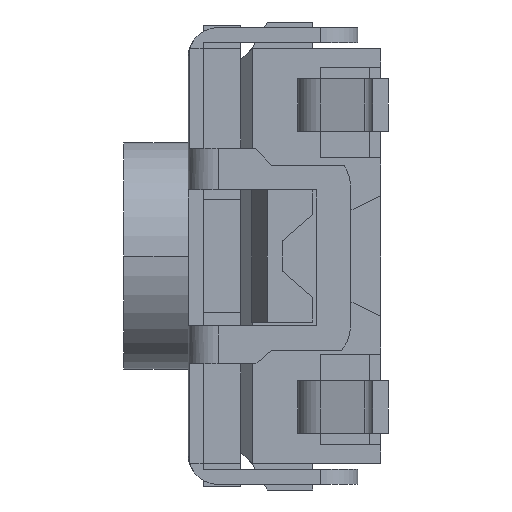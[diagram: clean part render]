
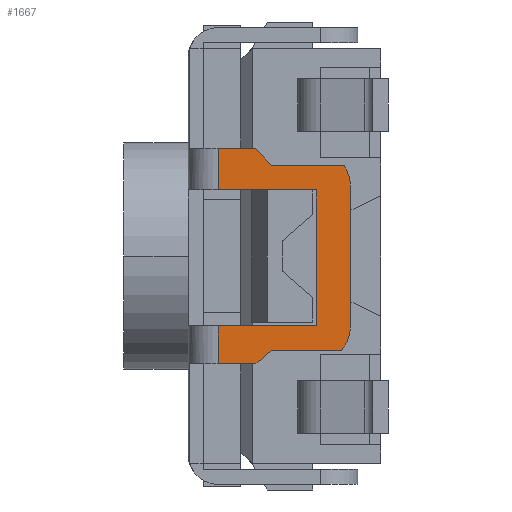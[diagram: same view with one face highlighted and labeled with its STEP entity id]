
A CAD part, left-side view. The second image highlights one B-rep face of the part: STEP entity #1667.
In plain terms, the highlighted planar face has unit normal (-1, 0, 0).
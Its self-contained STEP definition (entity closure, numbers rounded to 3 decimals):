
#35 = CARTESIAN_POINT ( 'NONE',  ( -3.4, 2.25, -1.425 ) ) ;
#250 = EDGE_CURVE ( 'NONE', #1119, #8309, #3721, .T. ) ;
#390 = VECTOR ( 'NONE', #9056, 1000. ) ;
#399 = CARTESIAN_POINT ( 'NONE',  ( -3.4, 1.75, 1.425 ) ) ;
#450 = LINE ( 'NONE', #399, #7396 ) ;
#669 = LINE ( 'NONE', #1611, #7262 ) ;
#811 = ORIENTED_EDGE ( 'NONE', *, *, #4417, .F. ) ;
#881 = EDGE_CURVE ( 'NONE', #8309, #3142, #6689, .T. ) ;
#930 = DIRECTION ( 'NONE',  ( 0., 0., 1. ) ) ;
#943 = CIRCLE ( 'NONE', #4318, 0.5 ) ;
#1005 = CARTESIAN_POINT ( 'NONE',  ( -3.4, 0.62, -1.25 ) ) ;
#1055 = DIRECTION ( 'NONE',  ( 1., 0., 0. ) ) ;
#1119 = VERTEX_POINT ( 'NONE', #3921 ) ;
#1181 = ORIENTED_EDGE ( 'NONE', *, *, #1707, .T. ) ;
#1292 = LINE ( 'NONE', #1996, #7313 ) ;
#1335 = DIRECTION ( 'NONE',  ( 0., 1., 0. ) ) ;
#1441 = FACE_OUTER_BOUND ( 'NONE', #6991, .T. ) ;
#1611 = CARTESIAN_POINT ( 'NONE',  ( -3.4, 2.25, 0.875 ) ) ;
#1667 = ADVANCED_FACE ( 'NONE', ( #1441 ), #9468, .T. ) ;
#1707 = EDGE_CURVE ( 'NONE', #6853, #1119, #669, .T. ) ;
#1952 = LINE ( 'NONE', #4646, #5514 ) ;
#1996 = CARTESIAN_POINT ( 'NONE',  ( -3.4, 1.75, -1.425 ) ) ;
#2159 = CARTESIAN_POINT ( 'NONE',  ( -3.4, 0.5, 0.925 ) ) ;
#2221 = VERTEX_POINT ( 'NONE', #9135 ) ;
#2267 = VECTOR ( 'NONE', #930, 1000. ) ;
#2377 = CARTESIAN_POINT ( 'NONE',  ( -3.4, 1.55, 1.2 ) ) ;
#2411 = VERTEX_POINT ( 'NONE', #11474 ) ;
#2755 = EDGE_CURVE ( 'NONE', #2411, #9091, #450, .T. ) ;
#2887 = EDGE_CURVE ( 'NONE', #5682, #6805, #1952, .T. ) ;
#3142 = VERTEX_POINT ( 'NONE', #8679 ) ;
#3309 = DIRECTION ( 'NONE',  ( 0., -1., 0. ) ) ;
#3477 = LINE ( 'NONE', #2377, #4469 ) ;
#3548 = EDGE_CURVE ( 'NONE', #2221, #7254, #943, .T. ) ;
#3562 = DIRECTION ( 'NONE',  ( 0., -1., 0. ) ) ;
#3632 = CARTESIAN_POINT ( 'NONE',  ( -3.4, 1., -0.925 ) ) ;
#3679 = VERTEX_POINT ( 'NONE', #35 ) ;
#3721 = LINE ( 'NONE', #7303, #390 ) ;
#3820 = CARTESIAN_POINT ( 'NONE',  ( -3.4, 2.25, 0.875 ) ) ;
#3921 = CARTESIAN_POINT ( 'NONE',  ( -3.4, 0.95, 0.875 ) ) ;
#4294 = AXIS2_PLACEMENT_3D ( 'NONE', #3632, #1055, #7270 ) ;
#4318 = AXIS2_PLACEMENT_3D ( 'NONE', #10526, #6955, #7010 ) ;
#4417 = EDGE_CURVE ( 'NONE', #6853, #9091, #4511, .T. ) ;
#4469 = VECTOR ( 'NONE', #10624, 1000. ) ;
#4511 = LINE ( 'NONE', #5448, #2267 ) ;
#4616 = EDGE_CURVE ( 'NONE', #10714, #5682, #1292, .T. ) ;
#4625 = EDGE_CURVE ( 'NONE', #2221, #9753, #9968, .T. ) ;
#4646 = CARTESIAN_POINT ( 'NONE',  ( -3.4, 1.55, -1.25 ) ) ;
#4702 = AXIS2_PLACEMENT_3D ( 'NONE', #11518, #5009, #8590 ) ;
#4784 = ORIENTED_EDGE ( 'NONE', *, *, #2887, .T. ) ;
#4863 = CIRCLE ( 'NONE', #4294, 0.5 ) ;
#4926 = DIRECTION ( 'NONE',  ( 0., 1., 0. ) ) ;
#5009 = DIRECTION ( 'NONE',  ( -1., 0., 0. ) ) ;
#5091 = CARTESIAN_POINT ( 'NONE',  ( -3.4, 1.55, 1.2 ) ) ;
#5099 = CARTESIAN_POINT ( 'NONE',  ( -3.4, 2.25, -1.425 ) ) ;
#5223 = VECTOR ( 'NONE', #8884, 1000. ) ;
#5388 = VECTOR ( 'NONE', #6344, 1000. ) ;
#5448 = CARTESIAN_POINT ( 'NONE',  ( -3.4, 2.25, 0.875 ) ) ;
#5514 = VECTOR ( 'NONE', #8227, 1000. ) ;
#5664 = ORIENTED_EDGE ( 'NONE', *, *, #250, .T. ) ;
#5682 = VERTEX_POINT ( 'NONE', #7156 ) ;
#5937 = ORIENTED_EDGE ( 'NONE', *, *, #7833, .T. ) ;
#5975 = ORIENTED_EDGE ( 'NONE', *, *, #6828, .T. ) ;
#6344 = DIRECTION ( 'NONE',  ( 0., 0., 1. ) ) ;
#6394 = CARTESIAN_POINT ( 'NONE',  ( -3.4, 0.582, 1.2 ) ) ;
#6401 = ORIENTED_EDGE ( 'NONE', *, *, #8363, .F. ) ;
#6510 = DIRECTION ( 'NONE',  ( 0., 1., 0. ) ) ;
#6609 = ORIENTED_EDGE ( 'NONE', *, *, #10289, .F. ) ;
#6689 = LINE ( 'NONE', #7741, #10901 ) ;
#6805 = VERTEX_POINT ( 'NONE', #1005 ) ;
#6811 = LINE ( 'NONE', #5099, #8397 ) ;
#6828 = EDGE_CURVE ( 'NONE', #9610, #7254, #10682, .T. ) ;
#6853 = VERTEX_POINT ( 'NONE', #3820 ) ;
#6955 = DIRECTION ( 'NONE',  ( 1., 0., 0. ) ) ;
#6990 = EDGE_CURVE ( 'NONE', #3679, #10714, #6811, .T. ) ;
#6991 = EDGE_LOOP ( 'NONE', ( #5975, #8831, #8377, #5937, #8973, #811, #1181, #5664, #8209, #6609, #11361, #7751, #4784, #6401 ) ) ;
#7010 = DIRECTION ( 'NONE',  ( 0., -0.707, 0.707 ) ) ;
#7052 = CARTESIAN_POINT ( 'NONE',  ( -3.4, 0.5, -0.925 ) ) ;
#7156 = CARTESIAN_POINT ( 'NONE',  ( -3.4, 1.55, -1.25 ) ) ;
#7254 = VERTEX_POINT ( 'NONE', #2159 ) ;
#7262 = VECTOR ( 'NONE', #3309, 1000. ) ;
#7270 = DIRECTION ( 'NONE',  ( 0., -0.707, -0.707 ) ) ;
#7303 = CARTESIAN_POINT ( 'NONE',  ( -3.4, 0.95, 0.875 ) ) ;
#7313 = VECTOR ( 'NONE', #7388, 1000. ) ;
#7388 = DIRECTION ( 'NONE',  ( 0., -0.753, 0.659 ) ) ;
#7396 = VECTOR ( 'NONE', #1335, 1000. ) ;
#7684 = VECTOR ( 'NONE', #6510, 1000. ) ;
#7741 = CARTESIAN_POINT ( 'NONE',  ( -3.4, 0.95, -0.925 ) ) ;
#7751 = ORIENTED_EDGE ( 'NONE', *, *, #4616, .T. ) ;
#7833 = EDGE_CURVE ( 'NONE', #9753, #2411, #3477, .T. ) ;
#7865 = CARTESIAN_POINT ( 'NONE',  ( -3.4, 0.95, -0.925 ) ) ;
#8144 = CARTESIAN_POINT ( 'NONE',  ( -3.4, 1.75, -1.425 ) ) ;
#8209 = ORIENTED_EDGE ( 'NONE', *, *, #881, .T. ) ;
#8227 = DIRECTION ( 'NONE',  ( 0., -1., 0. ) ) ;
#8228 = CARTESIAN_POINT ( 'NONE',  ( -3.4, 2.25, 1.425 ) ) ;
#8309 = VERTEX_POINT ( 'NONE', #7865 ) ;
#8363 = EDGE_CURVE ( 'NONE', #9610, #6805, #4863, .T. ) ;
#8377 = ORIENTED_EDGE ( 'NONE', *, *, #4625, .T. ) ;
#8397 = VECTOR ( 'NONE', #3562, 1000. ) ;
#8590 = DIRECTION ( 'NONE',  ( 0., 1., 0. ) ) ;
#8679 = CARTESIAN_POINT ( 'NONE',  ( -3.4, 2.25, -0.925 ) ) ;
#8831 = ORIENTED_EDGE ( 'NONE', *, *, #3548, .F. ) ;
#8884 = DIRECTION ( 'NONE',  ( 0., 0., 1. ) ) ;
#8973 = ORIENTED_EDGE ( 'NONE', *, *, #2755, .T. ) ;
#9056 = DIRECTION ( 'NONE',  ( 0., 0., -1. ) ) ;
#9091 = VERTEX_POINT ( 'NONE', #8228 ) ;
#9135 = CARTESIAN_POINT ( 'NONE',  ( -3.4, 0.582, 1.2 ) ) ;
#9217 = CARTESIAN_POINT ( 'NONE',  ( -3.4, 0.5, -0.925 ) ) ;
#9468 = PLANE ( 'NONE',  #4702 ) ;
#9610 = VERTEX_POINT ( 'NONE', #9217 ) ;
#9710 = LINE ( 'NONE', #10751, #5223 ) ;
#9753 = VERTEX_POINT ( 'NONE', #5091 ) ;
#9968 = LINE ( 'NONE', #6394, #7684 ) ;
#10289 = EDGE_CURVE ( 'NONE', #3679, #3142, #9710, .T. ) ;
#10526 = CARTESIAN_POINT ( 'NONE',  ( -3.4, 1., 0.925 ) ) ;
#10624 = DIRECTION ( 'NONE',  ( 0., 0.664, 0.747 ) ) ;
#10682 = LINE ( 'NONE', #7052, #5388 ) ;
#10714 = VERTEX_POINT ( 'NONE', #8144 ) ;
#10751 = CARTESIAN_POINT ( 'NONE',  ( -3.4, 2.25, -1.425 ) ) ;
#10901 = VECTOR ( 'NONE', #4926, 1000. ) ;
#11361 = ORIENTED_EDGE ( 'NONE', *, *, #6990, .T. ) ;
#11474 = CARTESIAN_POINT ( 'NONE',  ( -3.4, 1.75, 1.425 ) ) ;
#11518 = CARTESIAN_POINT ( 'NONE',  ( -3.4, 0.413, -1.567 ) ) ;
